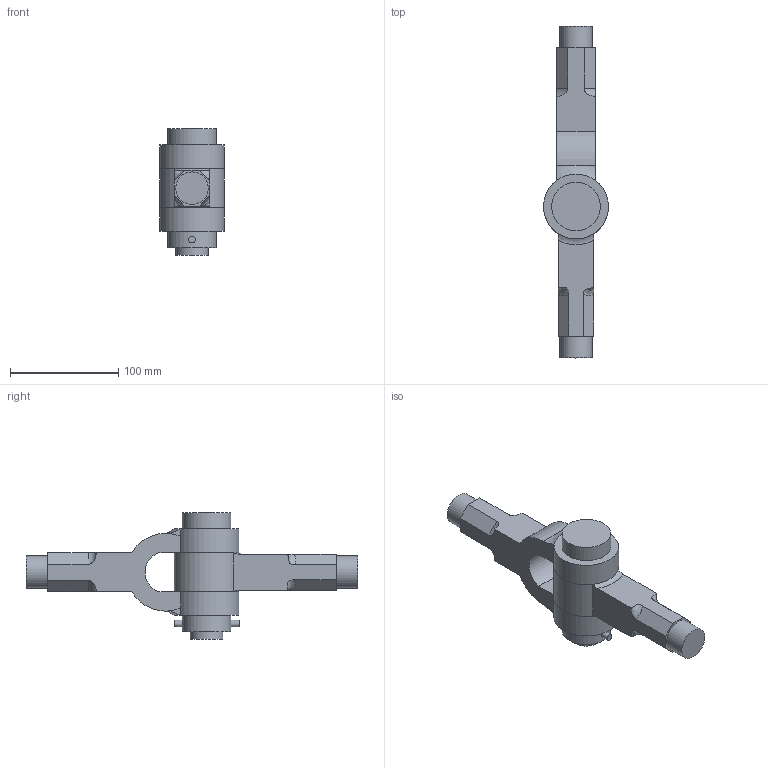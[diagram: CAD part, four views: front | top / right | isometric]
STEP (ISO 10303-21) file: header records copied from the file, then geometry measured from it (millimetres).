
FILE_DESCRIPTION(/* description */ (''),/* implementation_level */ '2;1');
FILE_NAME(/* name */ 'joints.step',/* time_stamp */ '2026-02-11T12:41:21+05:30',/* author */ (''),/* organization */ (''),/* preprocessor_version */ 'ST-DEVELOPER v20.1',/* originating_system */ 'Autodesk Translation Framework v14.24.0.0',/* authorisation */ '');
FILE_SCHEMA (('AUTOMOTIVE_DESIGN { 1 0 10303 214 3 1 1 }'));
Length unit declared in the file: millimetre
Products named in the file (6): rotate joint; Component1; Component2; Component3; Component4; Component5
Assembly tree (5 placements, depth 2):
  rotate joint
    Component1
    Component2
    Component3
    Component4
    Component5
Bounding box: 59.96 x 307 x 117 mm (x, y, z)
Volume: 553851 mm3; surface area: 92020.5 mm2
Topology: 5 solids, 5 shells, 70 faces, 173 edges, 116 vertices
Faces by surface type: plane 37, cylinder 22, bspline 8, torus 2, cone 1
Full cylindrical faces by diameter (mm): 6 x3, 30 x7, 45 x2
Entity records: 5808 total; most frequent: CARTESIAN_POINT 3984, ORIENTED_EDGE 346, DIRECTION 331, EDGE_CURVE 173, AXIS2_PLACEMENT_3D 121, VERTEX_POINT 116, LINE 89, VECTOR 89
